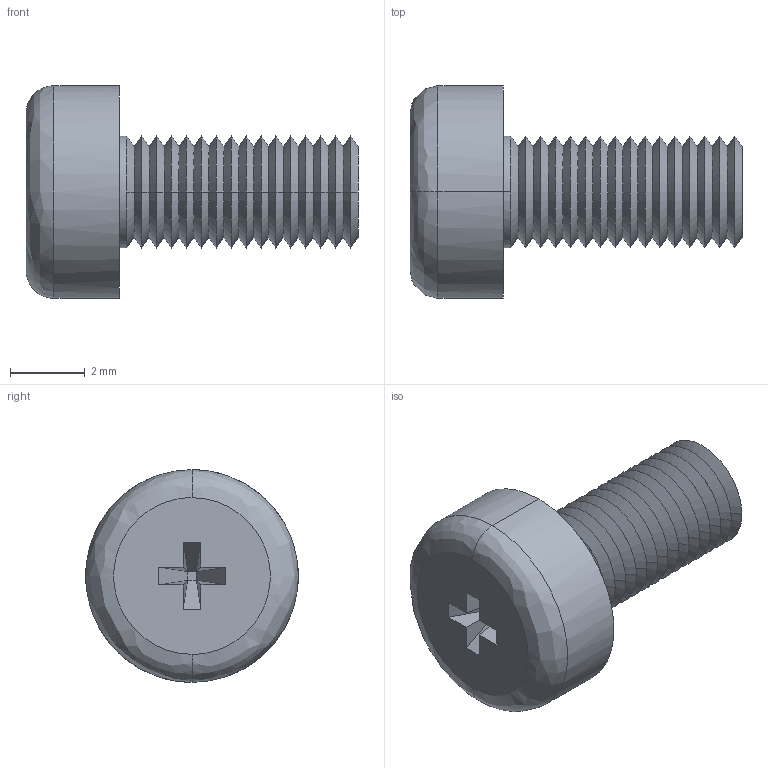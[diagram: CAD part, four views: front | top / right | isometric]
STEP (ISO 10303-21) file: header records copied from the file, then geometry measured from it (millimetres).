
FILE_DESCRIPTION(('STEP AP242'),'1');
FILE_NAME('10019719.stp','2024-12-05T06:44:58',('TraceParts'),('TraceParts S.A.'),'Spatial InterOp 3D',' ',' ');
FILE_SCHEMA(('AP242_MANAGED_MODEL_BASED_3D_ENGINEERING_MIM_LF {1 0 10303 442 1 1 4}'));
Length unit declared in the file: millimetre
Products named in the file (1): 10019719
Bounding box: 8.9 x 5.7 x 5.7 mm (x, y, z)
Volume: 98.7 mm3; surface area: 185.6 mm2
Topology: 1 solids, 1 shells, 84 faces, 170 edges, 90 vertices
Faces by surface type: bspline 68, plane 16
Entity records: 2993 total; most frequent: CARTESIAN_POINT 1493, ORIENTED_EDGE 340, DIRECTION 264, EDGE_CURVE 170, LINE 94, VECTOR 94, VERTEX_POINT 90, EDGE_LOOP 86
